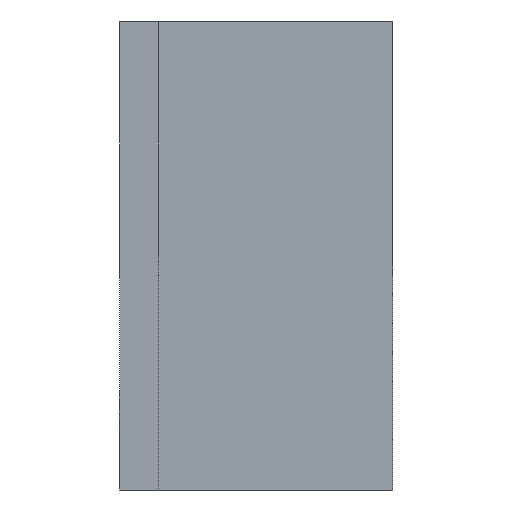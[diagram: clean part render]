
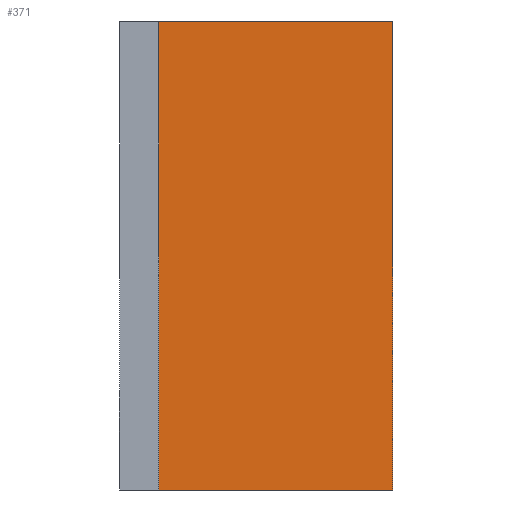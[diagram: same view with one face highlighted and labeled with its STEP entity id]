
A CAD part, left-side view. The second image highlights one B-rep face of the part: STEP entity #371.
In plain terms, the highlighted planar face has unit normal (-1, 0, 0).
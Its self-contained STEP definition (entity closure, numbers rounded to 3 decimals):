
#59 = CARTESIAN_POINT ( 'NONE',  ( -45., 0., 60. ) ) ;
#100 = AXIS2_PLACEMENT_3D ( 'NONE', #958, #970, #322 ) ;
#141 = VECTOR ( 'NONE', #900, 1000. ) ;
#152 = EDGE_CURVE ( 'NONE', #360, #223, #354, .T. ) ;
#182 = CARTESIAN_POINT ( 'NONE',  ( -45., 0., 60. ) ) ;
#184 = EDGE_CURVE ( 'NONE', #681, #223, #405, .T. ) ;
#195 = VECTOR ( 'NONE', #270, 1000. ) ;
#219 = DIRECTION ( 'NONE',  ( 0., 0., -1. ) ) ;
#223 = VERTEX_POINT ( 'NONE', #568 ) ;
#270 = DIRECTION ( 'NONE',  ( 0., 0., -1. ) ) ;
#303 = LINE ( 'NONE', #537, #703 ) ;
#322 = DIRECTION ( 'NONE',  ( 0., 1., 0. ) ) ;
#354 = LINE ( 'NONE', #59, #195 ) ;
#360 = VERTEX_POINT ( 'NONE', #182 ) ;
#371 = ADVANCED_FACE ( 'NONE', ( #576 ), #407, .F. ) ;
#405 = LINE ( 'NONE', #666, #141 ) ;
#407 = PLANE ( 'NONE',  #100 ) ;
#435 = EDGE_LOOP ( 'NONE', ( #843, #651, #668, #596 ) ) ;
#464 = VECTOR ( 'NONE', #656, 1000. ) ;
#537 = CARTESIAN_POINT ( 'NONE',  ( -45., 30., 60. ) ) ;
#548 = CARTESIAN_POINT ( 'NONE',  ( -45., 30., 0. ) ) ;
#555 = CARTESIAN_POINT ( 'NONE',  ( -45., 0., 60. ) ) ;
#568 = CARTESIAN_POINT ( 'NONE',  ( -45., 0., 0. ) ) ;
#576 = FACE_OUTER_BOUND ( 'NONE', #435, .T. ) ;
#584 = EDGE_CURVE ( 'NONE', #612, #681, #303, .T. ) ;
#596 = ORIENTED_EDGE ( 'NONE', *, *, #584, .T. ) ;
#612 = VERTEX_POINT ( 'NONE', #776 ) ;
#651 = ORIENTED_EDGE ( 'NONE', *, *, #152, .F. ) ;
#656 = DIRECTION ( 'NONE',  ( 0., -1., 0. ) ) ;
#666 = CARTESIAN_POINT ( 'NONE',  ( -45., 0., 0. ) ) ;
#668 = ORIENTED_EDGE ( 'NONE', *, *, #1005, .F. ) ;
#681 = VERTEX_POINT ( 'NONE', #548 ) ;
#703 = VECTOR ( 'NONE', #219, 1000. ) ;
#720 = LINE ( 'NONE', #555, #464 ) ;
#776 = CARTESIAN_POINT ( 'NONE',  ( -45., 30., 60. ) ) ;
#843 = ORIENTED_EDGE ( 'NONE', *, *, #184, .T. ) ;
#900 = DIRECTION ( 'NONE',  ( 0., -1., 0. ) ) ;
#958 = CARTESIAN_POINT ( 'NONE',  ( -45., 0., 60. ) ) ;
#970 = DIRECTION ( 'NONE',  ( 1., 0., 0. ) ) ;
#1005 = EDGE_CURVE ( 'NONE', #612, #360, #720, .T. ) ;
